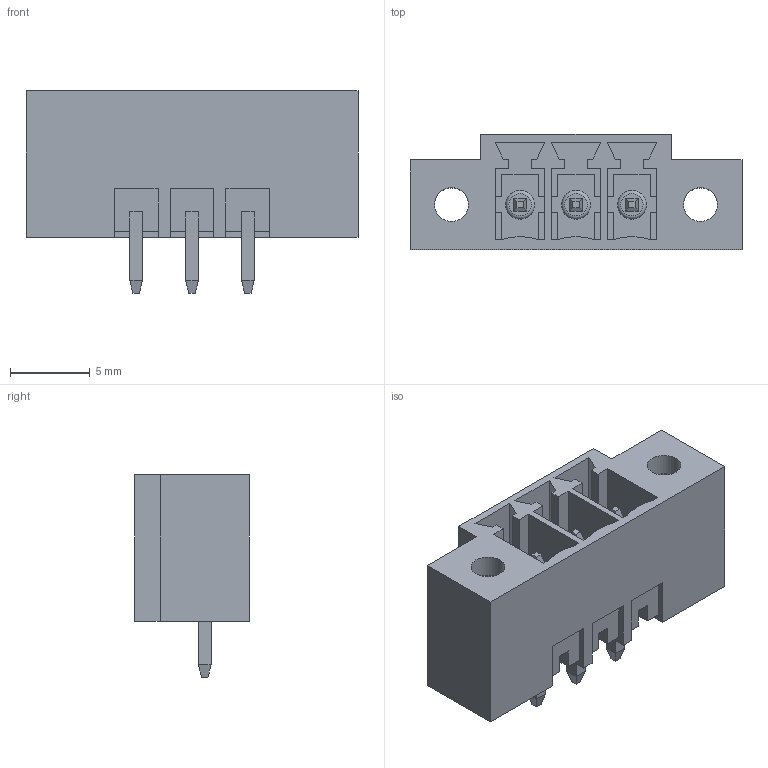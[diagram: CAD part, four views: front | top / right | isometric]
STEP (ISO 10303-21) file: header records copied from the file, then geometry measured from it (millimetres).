
FILE_DESCRIPTION( ( 'Unknown' ), '1' );
FILE_NAME( '691323100003.stp', 'Unknown', ( 'Quentin LAIDEBEUR' ), ( 'WE' ), 'PSStep 15.0.49', 'Sample-box', ' ' );
FILE_SCHEMA( ( 'AUTOMOTIVE_DESIGN { 1 0 10303 214 1 1 1 1 }' ) );
Length unit declared in the file: millimetre
Products named in the file (4): Assem1; 691325110003; 6913231100xx_PIN; 6913231100xx_INSERT
Assembly tree (6 placements, depth 2):
  Assem1
    691325110003
    6913231100xx_PIN  x3
    6913231100xx_INSERT  x2
Bounding box: 20.8 x 7.2 x 12.7 mm (x, y, z)
Volume: 745.7 mm3; surface area: 1918.7 mm2
Topology: 6 solids, 6 shells, 213 faces, 557 edges, 361 vertices
Faces by surface type: plane 196, cylinder 10, torus 7
Full cylindrical faces by diameter (mm): 1.8 x3, 2.121 x4
Entity records: 7028 total; most frequent: CARTESIAN_POINT 1199, ORIENTED_EDGE 918, DIRECTION 832, EDGE_CURVE 459, LINE 424, VECTOR 424, VERTEX_POINT 307, AXIS2_PLACEMENT_3D 204
